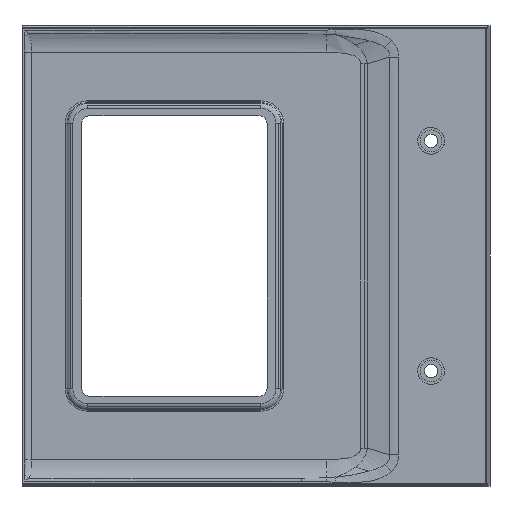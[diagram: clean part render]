
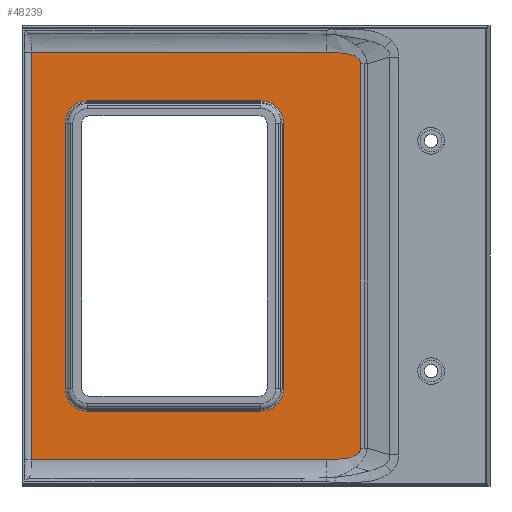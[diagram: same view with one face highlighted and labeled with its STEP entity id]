
A CAD part, top view. The second image highlights one B-rep face of the part: STEP entity #48239.
In plain terms, the highlighted planar face has unit normal (0, 0, 1).
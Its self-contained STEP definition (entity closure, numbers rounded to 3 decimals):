
#43578=CARTESIAN_POINT('Vertex',(-84.301,-77.038,5.)) ;
#43610=CARTESIAN_POINT('Line Origine',(-84.301,42.25,5.)) ;
#43614=CARTESIAN_POINT('Vertex',(-84.301,77.038,5.)) ;
#45150=CARTESIAN_POINT('Vertex',(2.444,58.614,5.)) ;
#45171=CARTESIAN_POINT('Vertex',(10.964,50.094,5.)) ;
#45174=CARTESIAN_POINT('Axis2P3D Location',(2.444,50.094,5.)) ;
#45214=CARTESIAN_POINT('Vertex',(-71.464,50.094,5.)) ;
#45235=CARTESIAN_POINT('Vertex',(-62.944,58.614,5.)) ;
#45238=CARTESIAN_POINT('Axis2P3D Location',(-62.944,50.094,5.)) ;
#45278=CARTESIAN_POINT('Vertex',(-63.05,-58.614,5.)) ;
#45299=CARTESIAN_POINT('Vertex',(-71.464,-50.2,5.)) ;
#45302=CARTESIAN_POINT('Axis2P3D Location',(-63.05,-50.2,5.)) ;
#45327=CARTESIAN_POINT('Vertex',(10.964,-50.094,5.)) ;
#45346=CARTESIAN_POINT('Vertex',(2.444,-58.614,5.)) ;
#45349=CARTESIAN_POINT('Axis2P3D Location',(2.444,-50.094,5.)) ;
#48099=CARTESIAN_POINT('Vertex',(27.325,-77.038,5.)) ;
#48102=CARTESIAN_POINT('Line Origine',(-51.875,-77.038,5.)) ;
#48114=CARTESIAN_POINT('Axis2P3D Location',(-17.,0.,5.)) ;
#48120=CARTESIAN_POINT('Control Point',(34.241,-76.552,5.)) ;
#48121=CARTESIAN_POINT('Control Point',(33.084,-76.751,5.)) ;
#48122=CARTESIAN_POINT('Control Point',(31.803,-76.897,5.)) ;
#48123=CARTESIAN_POINT('Control Point',(30.408,-76.992,5.)) ;
#48124=CARTESIAN_POINT('Control Point',(28.912,-77.038,5.)) ;
#48125=CARTESIAN_POINT('Control Point',(27.325,-77.038,5.)) ;
#48126=CARTESIAN_POINT('Vertex',(34.241,-76.552,5.)) ;
#48130=CARTESIAN_POINT('Control Point',(35.972,-76.176,5.)) ;
#48131=CARTESIAN_POINT('Control Point',(35.794,-76.224,5.)) ;
#48132=CARTESIAN_POINT('Control Point',(35.611,-76.271,5.)) ;
#48133=CARTESIAN_POINT('Control Point',(35.424,-76.315,5.)) ;
#48134=CARTESIAN_POINT('Control Point',(35.082,-76.392,5.)) ;
#48135=CARTESIAN_POINT('Control Point',(34.727,-76.464,5.)) ;
#48136=CARTESIAN_POINT('Control Point',(34.567,-76.494,5.)) ;
#48137=CARTESIAN_POINT('Control Point',(34.406,-76.523,5.)) ;
#48138=CARTESIAN_POINT('Control Point',(34.241,-76.552,5.)) ;
#48139=CARTESIAN_POINT('Vertex',(35.972,-76.176,5.)) ;
#48143=CARTESIAN_POINT('Control Point',(40.102,-72.601,5.)) ;
#48144=CARTESIAN_POINT('Control Point',(40.102,-73.583,5.)) ;
#48145=CARTESIAN_POINT('Control Point',(39.679,-74.444,5.)) ;
#48146=CARTESIAN_POINT('Control Point',(38.828,-75.165,5.)) ;
#48147=CARTESIAN_POINT('Control Point',(37.577,-75.741,5.)) ;
#48148=CARTESIAN_POINT('Control Point',(35.972,-76.176,5.)) ;
#48149=CARTESIAN_POINT('Vertex',(40.102,-72.601,5.)) ;
#48152=CARTESIAN_POINT('Line Origine',(40.102,0.,5.)) ;
#48156=CARTESIAN_POINT('Vertex',(40.102,72.601,5.)) ;
#48160=CARTESIAN_POINT('Control Point',(35.972,76.176,5.)) ;
#48161=CARTESIAN_POINT('Control Point',(36.739,75.968,5.)) ;
#48162=CARTESIAN_POINT('Control Point',(37.425,75.728,5.)) ;
#48163=CARTESIAN_POINT('Control Point',(38.026,75.456,5.)) ;
#48164=CARTESIAN_POINT('Control Point',(39.094,74.817,5.)) ;
#48165=CARTESIAN_POINT('Control Point',(39.756,74.037,5.)) ;
#48166=CARTESIAN_POINT('Control Point',(39.987,73.593,5.)) ;
#48167=CARTESIAN_POINT('Control Point',(40.102,73.113,5.)) ;
#48168=CARTESIAN_POINT('Control Point',(40.102,72.601,5.)) ;
#48169=CARTESIAN_POINT('Vertex',(35.972,76.176,5.)) ;
#48173=CARTESIAN_POINT('Control Point',(34.241,76.552,5.)) ;
#48174=CARTESIAN_POINT('Control Point',(34.614,76.487,5.)) ;
#48175=CARTESIAN_POINT('Control Point',(34.974,76.418,5.)) ;
#48176=CARTESIAN_POINT('Control Point',(35.32,76.343,5.)) ;
#48177=CARTESIAN_POINT('Control Point',(35.653,76.262,5.)) ;
#48178=CARTESIAN_POINT('Control Point',(35.972,76.176,5.)) ;
#48179=CARTESIAN_POINT('Vertex',(34.241,76.552,5.)) ;
#48183=CARTESIAN_POINT('Control Point',(27.325,77.038,5.)) ;
#48184=CARTESIAN_POINT('Control Point',(28.912,77.038,5.)) ;
#48185=CARTESIAN_POINT('Control Point',(30.408,76.992,5.)) ;
#48186=CARTESIAN_POINT('Control Point',(31.803,76.897,5.)) ;
#48187=CARTESIAN_POINT('Control Point',(33.084,76.751,5.)) ;
#48188=CARTESIAN_POINT('Control Point',(34.241,76.552,5.)) ;
#48189=CARTESIAN_POINT('Vertex',(27.325,77.038,5.)) ;
#48192=CARTESIAN_POINT('Line Origine',(-28.488,77.038,5.)) ;
#48209=CARTESIAN_POINT('Line Origine',(10.964,0.,5.)) ;
#48214=CARTESIAN_POINT('Line Origine',(-30.303,-58.614,5.)) ;
#48219=CARTESIAN_POINT('Line Origine',(-71.464,-0.053,5.)) ;
#48224=CARTESIAN_POINT('Line Origine',(-30.25,58.614,5.)) ;
#43611=DIRECTION('Vector Direction',(0.,-1.,0.)) ;
#45175=DIRECTION('Axis2P3D Direction',(-0.,0.,1.)) ;
#45239=DIRECTION('Axis2P3D Direction',(-0.,0.,1.)) ;
#45303=DIRECTION('Axis2P3D Direction',(-0.,0.,1.)) ;
#45350=DIRECTION('Axis2P3D Direction',(-0.,0.,1.)) ;
#48103=DIRECTION('Vector Direction',(1.,0.,0.)) ;
#48115=DIRECTION('Axis2P3D Direction',(-0.,0.,1.)) ;
#48116=DIRECTION('Axis2P3D XDirection',(1.,0.,0.)) ;
#48153=DIRECTION('Vector Direction',(0.,-1.,0.)) ;
#48193=DIRECTION('Vector Direction',(1.,0.,0.)) ;
#48210=DIRECTION('Vector Direction',(0.,1.,0.)) ;
#48215=DIRECTION('Vector Direction',(1.,0.,0.)) ;
#48220=DIRECTION('Vector Direction',(0.,-1.,0.)) ;
#48225=DIRECTION('Vector Direction',(-1.,0.,0.)) ;
#45176=AXIS2_PLACEMENT_3D('Circle Axis2P3D',#45174,#45175,$) ;
#45240=AXIS2_PLACEMENT_3D('Circle Axis2P3D',#45238,#45239,$) ;
#45304=AXIS2_PLACEMENT_3D('Circle Axis2P3D',#45302,#45303,$) ;
#45351=AXIS2_PLACEMENT_3D('Circle Axis2P3D',#45349,#45350,$) ;
#48117=AXIS2_PLACEMENT_3D('Plane Axis2P3D',#48114,#48115,#48116) ;
#48198=ORIENTED_EDGE('',*,*,#43616,.F.) ;
#48199=ORIENTED_EDGE('',*,*,#48106,.F.) ;
#48200=ORIENTED_EDGE('',*,*,#48128,.F.) ;
#48201=ORIENTED_EDGE('',*,*,#48141,.F.) ;
#48202=ORIENTED_EDGE('',*,*,#48151,.F.) ;
#48203=ORIENTED_EDGE('',*,*,#48158,.F.) ;
#48204=ORIENTED_EDGE('',*,*,#48171,.F.) ;
#48205=ORIENTED_EDGE('',*,*,#48181,.F.) ;
#48206=ORIENTED_EDGE('',*,*,#48191,.F.) ;
#48207=ORIENTED_EDGE('',*,*,#48196,.F.) ;
#48230=ORIENTED_EDGE('',*,*,#48213,.F.) ;
#48231=ORIENTED_EDGE('',*,*,#45353,.F.) ;
#48232=ORIENTED_EDGE('',*,*,#48218,.F.) ;
#48233=ORIENTED_EDGE('',*,*,#45306,.F.) ;
#48234=ORIENTED_EDGE('',*,*,#48223,.F.) ;
#48235=ORIENTED_EDGE('',*,*,#45242,.F.) ;
#48236=ORIENTED_EDGE('',*,*,#48228,.F.) ;
#48237=ORIENTED_EDGE('',*,*,#45178,.F.) ;
#48238=FACE_BOUND('',#48229,.T.) ;
#43612=VECTOR('Line Direction',#43611,1.) ;
#48104=VECTOR('Line Direction',#48103,1.) ;
#48154=VECTOR('Line Direction',#48153,1.) ;
#48194=VECTOR('Line Direction',#48193,1.) ;
#48211=VECTOR('Line Direction',#48210,1.) ;
#48216=VECTOR('Line Direction',#48215,1.) ;
#48221=VECTOR('Line Direction',#48220,1.) ;
#48226=VECTOR('Line Direction',#48225,1.) ;
#48239=ADVANCED_FACE('Hauptk\X2\00F6\X0\rper',(#48208,#48238),#48118,.T.) ;
#48119=B_SPLINE_CURVE_WITH_KNOTS('',5,(#48120,#48121,#48122,#48123,#48124,#48125),.UNSPECIFIED.,.F.,.U.,(6,6),(34.879,52.822),.UNSPECIFIED.) ;
#48129=B_SPLINE_CURVE_WITH_KNOTS('',5,(#48130,#48131,#48132,#48133,#48134,#48135,#48136,#48137,#48138),.UNSPECIFIED.,.F.,.U.,(6,3,6),(29.098,32.329,34.879),.UNSPECIFIED.) ;
#48142=B_SPLINE_CURVE_WITH_KNOTS('',5,(#48143,#48144,#48145,#48146,#48147,#48148),.UNSPECIFIED.,.F.,.U.,(6,6),(0.,29.098),.UNSPECIFIED.) ;
#48159=B_SPLINE_CURVE_WITH_KNOTS('',5,(#48160,#48161,#48162,#48163,#48164,#48165,#48166,#48167,#48168),.UNSPECIFIED.,.F.,.U.,(6,3,6),(23.72,37.622,52.81),.UNSPECIFIED.) ;
#48172=B_SPLINE_CURVE_WITH_KNOTS('',5,(#48173,#48174,#48175,#48176,#48177,#48178),.UNSPECIFIED.,.F.,.U.,(6,6),(17.94,23.72),.UNSPECIFIED.) ;
#48182=B_SPLINE_CURVE_WITH_KNOTS('',5,(#48183,#48184,#48185,#48186,#48187,#48188),.UNSPECIFIED.,.F.,.U.,(6,6),(0.,17.94),.UNSPECIFIED.) ;
#45177=CIRCLE('generated circle',#45176,8.52) ;
#45241=CIRCLE('generated circle',#45240,8.52) ;
#45305=CIRCLE('generated circle',#45304,8.414) ;
#45352=CIRCLE('generated circle',#45351,8.52) ;
#43616=EDGE_CURVE('',#43579,#43615,#43613,.F.) ;
#45178=EDGE_CURVE('',#45172,#45151,#45177,.T.) ;
#45242=EDGE_CURVE('',#45236,#45215,#45241,.T.) ;
#45306=EDGE_CURVE('',#45300,#45279,#45305,.T.) ;
#45353=EDGE_CURVE('',#45347,#45328,#45352,.T.) ;
#48106=EDGE_CURVE('',#48100,#43579,#48105,.F.) ;
#48128=EDGE_CURVE('',#48127,#48100,#48119,.T.) ;
#48141=EDGE_CURVE('',#48140,#48127,#48129,.T.) ;
#48151=EDGE_CURVE('',#48150,#48140,#48142,.T.) ;
#48158=EDGE_CURVE('',#48157,#48150,#48155,.T.) ;
#48171=EDGE_CURVE('',#48170,#48157,#48159,.T.) ;
#48181=EDGE_CURVE('',#48180,#48170,#48172,.T.) ;
#48191=EDGE_CURVE('',#48190,#48180,#48182,.T.) ;
#48196=EDGE_CURVE('',#43615,#48190,#48195,.T.) ;
#48213=EDGE_CURVE('',#45328,#45172,#48212,.T.) ;
#48218=EDGE_CURVE('',#45279,#45347,#48217,.T.) ;
#48223=EDGE_CURVE('',#45215,#45300,#48222,.T.) ;
#48228=EDGE_CURVE('',#45151,#45236,#48227,.T.) ;
#48197=EDGE_LOOP('',(#48198,#48199,#48200,#48201,#48202,#48203,#48204,#48205,#48206,#48207)) ;
#48229=EDGE_LOOP('',(#48230,#48231,#48232,#48233,#48234,#48235,#48236,#48237)) ;
#48208=FACE_OUTER_BOUND('',#48197,.T.) ;
#43613=LINE('Line',#43610,#43612) ;
#48105=LINE('Line',#48102,#48104) ;
#48155=LINE('Line',#48152,#48154) ;
#48195=LINE('Line',#48192,#48194) ;
#48212=LINE('Line',#48209,#48211) ;
#48217=LINE('Line',#48214,#48216) ;
#48222=LINE('Line',#48219,#48221) ;
#48227=LINE('Line',#48224,#48226) ;
#48118=PLANE('Plane',#48117) ;
#43579=VERTEX_POINT('',#43578) ;
#43615=VERTEX_POINT('',#43614) ;
#45151=VERTEX_POINT('',#45150) ;
#45172=VERTEX_POINT('',#45171) ;
#45215=VERTEX_POINT('',#45214) ;
#45236=VERTEX_POINT('',#45235) ;
#45279=VERTEX_POINT('',#45278) ;
#45300=VERTEX_POINT('',#45299) ;
#45328=VERTEX_POINT('',#45327) ;
#45347=VERTEX_POINT('',#45346) ;
#48100=VERTEX_POINT('',#48099) ;
#48127=VERTEX_POINT('',#48126) ;
#48140=VERTEX_POINT('',#48139) ;
#48150=VERTEX_POINT('',#48149) ;
#48157=VERTEX_POINT('',#48156) ;
#48170=VERTEX_POINT('',#48169) ;
#48180=VERTEX_POINT('',#48179) ;
#48190=VERTEX_POINT('',#48189) ;
